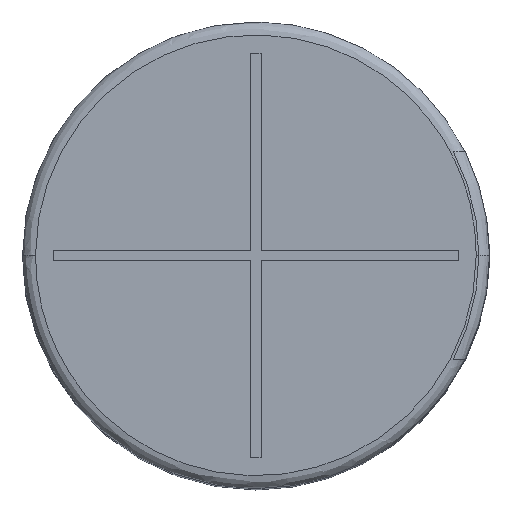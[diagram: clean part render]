
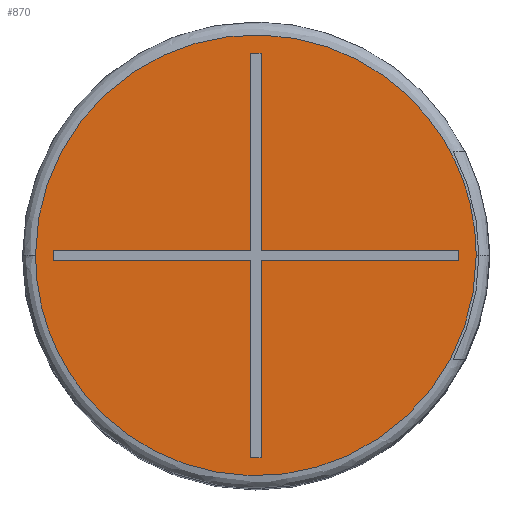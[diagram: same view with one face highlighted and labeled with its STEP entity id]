
A CAD part, top view. The second image highlights one B-rep face of the part: STEP entity #870.
In plain terms, the highlighted planar face has unit normal (0, 0, 1).
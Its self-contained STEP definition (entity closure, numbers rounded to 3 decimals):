
#28 = EDGE_CURVE ( 'NONE', #1734, #2103, #338, .T. ) ;
#51 = DIRECTION ( 'NONE',  ( 1., 0., 0. ) ) ;
#56 = VECTOR ( 'NONE', #51, 1000. ) ;
#196 = CARTESIAN_POINT ( 'NONE',  ( 7.8, 0.2, 30. ) ) ;
#250 = CARTESIAN_POINT ( 'NONE',  ( -8.5, 0., 30. ) ) ;
#281 = CARTESIAN_POINT ( 'NONE',  ( -8.5, 17., 30. ) ) ;
#320 = ORIENTED_EDGE ( 'NONE', *, *, #2984, .F. ) ;
#338 =( BOUNDED_CURVE ( )  B_SPLINE_CURVE ( 3, ( #2239, #281, #1627, #3630 ),
 .UNSPECIFIED., .F., .T. ) 
 B_SPLINE_CURVE_WITH_KNOTS ( ( 4, 4 ),
 ( 0.5, 1. ),
 .UNSPECIFIED. ) 
 CURVE ( )  GEOMETRIC_REPRESENTATION_ITEM ( )  RATIONAL_B_SPLINE_CURVE ( ( 1., 0.333, 0.333, 1. ) ) 
 REPRESENTATION_ITEM ( '' )  );
#345 = DIRECTION ( 'NONE',  ( 0., -1., 0. ) ) ;
#357 = CARTESIAN_POINT ( 'NONE',  ( 0.2, 0., 30. ) ) ;
#428 = VECTOR ( 'NONE', #1075, 1000. ) ;
#435 = LINE ( 'NONE', #3521, #547 ) ;
#505 = DIRECTION ( 'NONE',  ( 0., 1., 0. ) ) ;
#547 = VECTOR ( 'NONE', #1130, 1000. ) ;
#548 = ORIENTED_EDGE ( 'NONE', *, *, #1252, .F. ) ;
#619 = CARTESIAN_POINT ( 'NONE',  ( 0., 0., 30. ) ) ;
#656 = ORIENTED_EDGE ( 'NONE', *, *, #3540, .F. ) ;
#674 = LINE ( 'NONE', #746, #1293 ) ;
#740 = VERTEX_POINT ( 'NONE', #2110 ) ;
#746 = CARTESIAN_POINT ( 'NONE',  ( -0.2, 0., 30. ) ) ;
#759 = EDGE_CURVE ( 'NONE', #740, #2712, #3144, .T. ) ;
#760 = VERTEX_POINT ( 'NONE', #4268 ) ;
#769 = VECTOR ( 'NONE', #3576, 1000. ) ;
#789 = VECTOR ( 'NONE', #3890, 1000. ) ;
#869 = VERTEX_POINT ( 'NONE', #2197 ) ;
#870 = ADVANCED_FACE ( 'NONE', ( #1533, #2215 ), #4229, .F. ) ;
#885 = LINE ( 'NONE', #1901, #789 ) ;
#1067 = VERTEX_POINT ( 'NONE', #4201 ) ;
#1075 = DIRECTION ( 'NONE',  ( -1., 0., 0. ) ) ;
#1130 = DIRECTION ( 'NONE',  ( 0., -1., 0. ) ) ;
#1141 = CARTESIAN_POINT ( 'NONE',  ( 0.2, -7.8, 30. ) ) ;
#1163 = CARTESIAN_POINT ( 'NONE',  ( 8.5, 0., 30. ) ) ;
#1192 = CARTESIAN_POINT ( 'NONE',  ( -7.8, -0.2, 30. ) ) ;
#1252 = EDGE_CURVE ( 'NONE', #3365, #1067, #2898, .T. ) ;
#1256 = VECTOR ( 'NONE', #1722, 1000. ) ;
#1293 = VECTOR ( 'NONE', #345, 1000. ) ;
#1325 = DIRECTION ( 'NONE',  ( 0., 1., 0. ) ) ;
#1387 = VERTEX_POINT ( 'NONE', #2303 ) ;
#1454 = ORIENTED_EDGE ( 'NONE', *, *, #3949, .F. ) ;
#1490 = CARTESIAN_POINT ( 'NONE',  ( 7.8, 0., 30. ) ) ;
#1533 = FACE_BOUND ( 'NONE', #3252, .T. ) ;
#1571 = CARTESIAN_POINT ( 'NONE',  ( 0., -0.2, 30. ) ) ;
#1572 = VERTEX_POINT ( 'NONE', #1946 ) ;
#1598 = CARTESIAN_POINT ( 'NONE',  ( 0.2, 0., 30. ) ) ;
#1627 = CARTESIAN_POINT ( 'NONE',  ( 8.5, 17., 30. ) ) ;
#1678 = EDGE_CURVE ( 'NONE', #4031, #1572, #2723, .T. ) ;
#1685 = ORIENTED_EDGE ( 'NONE', *, *, #2183, .F. ) ;
#1715 = DIRECTION ( 'NONE',  ( 0., 0., -1. ) ) ;
#1722 = DIRECTION ( 'NONE',  ( -1., 0., 0. ) ) ;
#1734 = VERTEX_POINT ( 'NONE', #250 ) ;
#1901 = CARTESIAN_POINT ( 'NONE',  ( 0., 0.2, 30. ) ) ;
#1946 = CARTESIAN_POINT ( 'NONE',  ( 0.2, 0.2, 30. ) ) ;
#2020 = EDGE_CURVE ( 'NONE', #2712, #3027, #885, .T. ) ;
#2026 = EDGE_CURVE ( 'NONE', #3322, #869, #4241, .T. ) ;
#2094 = CARTESIAN_POINT ( 'NONE',  ( 0.2, -0.2, 30. ) ) ;
#2103 = VERTEX_POINT ( 'NONE', #3245 ) ;
#2110 = CARTESIAN_POINT ( 'NONE',  ( -0.2, 7.8, 30. ) ) ;
#2183 = EDGE_CURVE ( 'NONE', #4137, #3322, #2295, .T. ) ;
#2197 = CARTESIAN_POINT ( 'NONE',  ( 7.8, -0.2, 30. ) ) ;
#2200 = CARTESIAN_POINT ( 'NONE',  ( 0., -0.2, 30. ) ) ;
#2207 = CARTESIAN_POINT ( 'NONE',  ( 8.5, -17., 30. ) ) ;
#2215 = FACE_OUTER_BOUND ( 'NONE', #3439, .T. ) ;
#2235 = AXIS2_PLACEMENT_3D ( 'NONE', #619, #1715, #2302 ) ;
#2239 = CARTESIAN_POINT ( 'NONE',  ( -8.5, 0., 30. ) ) ;
#2295 = LINE ( 'NONE', #357, #2691 ) ;
#2302 = DIRECTION ( 'NONE',  ( 0., 1., 0. ) ) ;
#2303 = CARTESIAN_POINT ( 'NONE',  ( -0.2, -7.8, 30. ) ) ;
#2337 = CARTESIAN_POINT ( 'NONE',  ( 0., -7.8, 30. ) ) ;
#2365 = CARTESIAN_POINT ( 'NONE',  ( -0.2, 0.2, 30. ) ) ;
#2421 = CARTESIAN_POINT ( 'NONE',  ( 0., 0.2, 30. ) ) ;
#2427 = ORIENTED_EDGE ( 'NONE', *, *, #3262, .F. ) ;
#2471 = ORIENTED_EDGE ( 'NONE', *, *, #2026, .F. ) ;
#2615 = DIRECTION ( 'NONE',  ( 1., 0., 0. ) ) ;
#2645 = LINE ( 'NONE', #1598, #3402 ) ;
#2691 = VECTOR ( 'NONE', #4331, 1000. ) ;
#2712 = VERTEX_POINT ( 'NONE', #2365 ) ;
#2723 = LINE ( 'NONE', #2421, #428 ) ;
#2827 = LINE ( 'NONE', #1490, #3572 ) ;
#2879 = DIRECTION ( 'NONE',  ( 1., 0., 0. ) ) ;
#2898 = LINE ( 'NONE', #2200, #3291 ) ;
#2984 = EDGE_CURVE ( 'NONE', #1572, #760, #2645, .T. ) ;
#3027 = VERTEX_POINT ( 'NONE', #3972 ) ;
#3029 = EDGE_CURVE ( 'NONE', #1067, #1387, #674, .T. ) ;
#3066 = ORIENTED_EDGE ( 'NONE', *, *, #3029, .F. ) ;
#3110 = CARTESIAN_POINT ( 'NONE',  ( 0., 7.8, 30. ) ) ;
#3144 = LINE ( 'NONE', #4141, #769 ) ;
#3200 = CARTESIAN_POINT ( 'NONE',  ( -8.5, -17., 30. ) ) ;
#3245 = CARTESIAN_POINT ( 'NONE',  ( 8.5, 0., 30. ) ) ;
#3252 = EDGE_LOOP ( 'NONE', ( #2471, #1685, #4102, #3066, #548, #656, #4000, #3964, #2427, #320, #4164, #1454 ) ) ;
#3262 = EDGE_CURVE ( 'NONE', #760, #740, #4111, .T. ) ;
#3291 = VECTOR ( 'NONE', #2879, 1000. ) ;
#3322 = VERTEX_POINT ( 'NONE', #2094 ) ;
#3365 = VERTEX_POINT ( 'NONE', #1192 ) ;
#3390 = VECTOR ( 'NONE', #2615, 1000. ) ;
#3402 = VECTOR ( 'NONE', #1325, 1000. ) ;
#3414 = LINE ( 'NONE', #2337, #56 ) ;
#3439 = EDGE_LOOP ( 'NONE', ( #3485, #3897 ) ) ;
#3485 = ORIENTED_EDGE ( 'NONE', *, *, #3894, .F. ) ;
#3504 = EDGE_CURVE ( 'NONE', #1387, #4137, #3414, .T. ) ;
#3521 = CARTESIAN_POINT ( 'NONE',  ( -7.8, 0., 30. ) ) ;
#3540 = EDGE_CURVE ( 'NONE', #3027, #3365, #435, .T. ) ;
#3567 = CARTESIAN_POINT ( 'NONE',  ( -8.5, 0., 30. ) ) ;
#3572 = VECTOR ( 'NONE', #505, 1000. ) ;
#3576 = DIRECTION ( 'NONE',  ( 0., -1., 0. ) ) ;
#3610 =( BOUNDED_CURVE ( )  B_SPLINE_CURVE ( 3, ( #1163, #2207, #3200, #3567 ),
 .UNSPECIFIED., .F., .T. ) 
 B_SPLINE_CURVE_WITH_KNOTS ( ( 4, 4 ),
 ( 0., 0.5 ),
 .UNSPECIFIED. ) 
 CURVE ( )  GEOMETRIC_REPRESENTATION_ITEM ( )  RATIONAL_B_SPLINE_CURVE ( ( 1., 0.333, 0.333, 1. ) ) 
 REPRESENTATION_ITEM ( '' )  );
#3630 = CARTESIAN_POINT ( 'NONE',  ( 8.5, 0., 30. ) ) ;
#3890 = DIRECTION ( 'NONE',  ( -1., 0., 0. ) ) ;
#3894 = EDGE_CURVE ( 'NONE', #2103, #1734, #3610, .T. ) ;
#3897 = ORIENTED_EDGE ( 'NONE', *, *, #28, .F. ) ;
#3949 = EDGE_CURVE ( 'NONE', #869, #4031, #2827, .T. ) ;
#3964 = ORIENTED_EDGE ( 'NONE', *, *, #759, .F. ) ;
#3972 = CARTESIAN_POINT ( 'NONE',  ( -7.8, 0.2, 30. ) ) ;
#4000 = ORIENTED_EDGE ( 'NONE', *, *, #2020, .F. ) ;
#4031 = VERTEX_POINT ( 'NONE', #196 ) ;
#4102 = ORIENTED_EDGE ( 'NONE', *, *, #3504, .F. ) ;
#4111 = LINE ( 'NONE', #3110, #1256 ) ;
#4137 = VERTEX_POINT ( 'NONE', #1141 ) ;
#4141 = CARTESIAN_POINT ( 'NONE',  ( -0.2, 0., 30. ) ) ;
#4164 = ORIENTED_EDGE ( 'NONE', *, *, #1678, .F. ) ;
#4201 = CARTESIAN_POINT ( 'NONE',  ( -0.2, -0.2, 30. ) ) ;
#4229 = PLANE ( 'NONE',  #2235 ) ;
#4241 = LINE ( 'NONE', #1571, #3390 ) ;
#4268 = CARTESIAN_POINT ( 'NONE',  ( 0.2, 7.8, 30. ) ) ;
#4331 = DIRECTION ( 'NONE',  ( 0., 1., 0. ) ) ;
